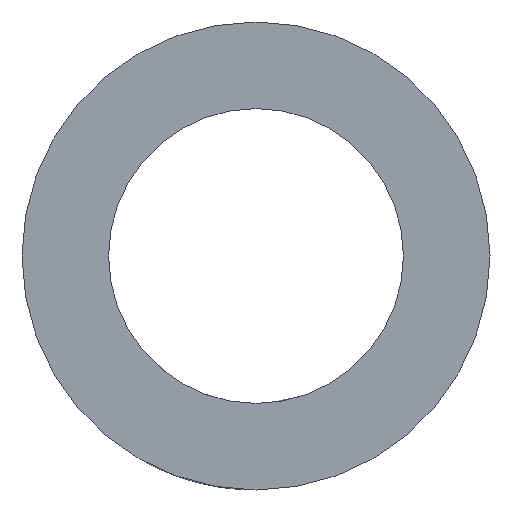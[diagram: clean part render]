
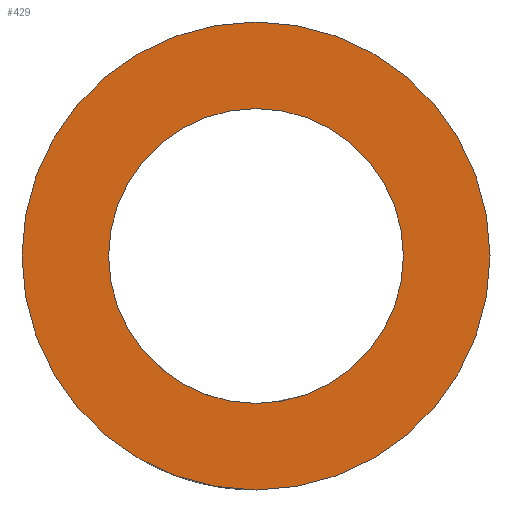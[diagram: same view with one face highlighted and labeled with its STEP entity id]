
A CAD part, front view. The second image highlights one B-rep face of the part: STEP entity #429.
In plain terms, the highlighted planar face has unit normal (0, -1, 0).
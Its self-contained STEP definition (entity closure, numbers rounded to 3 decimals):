
#147 = DIRECTION ( 'NONE',  ( 0., 1., 0. ) ) ;
#152 = CARTESIAN_POINT ( 'NONE',  ( 0., 0., 0. ) ) ;
#154 = DIRECTION ( 'NONE',  ( 0., 0., 1. ) ) ;
#167 = DIRECTION ( 'NONE',  ( 0., 1., 0. ) ) ;
#178 = DIRECTION ( 'NONE',  ( 0., 0., 1. ) ) ;
#206 = EDGE_LOOP ( 'NONE', ( #311, #310 ) ) ;
#219 = EDGE_LOOP ( 'NONE', ( #313, #312 ) ) ;
#263 = CIRCLE ( 'NONE', #466, 16. ) ;
#270 = CIRCLE ( 'NONE', #433, 25.4 ) ;
#274 = CIRCLE ( 'NONE', #464, 25.4 ) ;
#276 = CIRCLE ( 'NONE', #452, 16. ) ;
#288 = FACE_OUTER_BOUND ( 'NONE', #206, .T. ) ;
#291 = FACE_BOUND ( 'NONE', #219, .T. ) ;
#310 = ORIENTED_EDGE ( 'NONE', *, *, #443, .F. ) ;
#311 = ORIENTED_EDGE ( 'NONE', *, *, #439, .F. ) ;
#312 = ORIENTED_EDGE ( 'NONE', *, *, #436, .T. ) ;
#313 = ORIENTED_EDGE ( 'NONE', *, *, #478, .T. ) ;
#343 = CARTESIAN_POINT ( 'NONE',  ( 0., 0., 25.4 ) ) ;
#346 = DIRECTION ( 'NONE',  ( 0., 1., 0. ) ) ;
#348 = CARTESIAN_POINT ( 'NONE',  ( 0., 0., 0. ) ) ;
#352 = CARTESIAN_POINT ( 'NONE',  ( 0., 0., 0. ) ) ;
#353 = CARTESIAN_POINT ( 'NONE',  ( 0., 0., 0. ) ) ;
#355 = VERTEX_POINT ( 'NONE', #343 ) ;
#357 = DIRECTION ( 'NONE',  ( 0., 0., 1. ) ) ;
#358 = CARTESIAN_POINT ( 'NONE',  ( 0., 0., -16. ) ) ;
#364 = VERTEX_POINT ( 'NONE', #367 ) ;
#366 = DIRECTION ( 'NONE',  ( 0., 0., 1. ) ) ;
#367 = CARTESIAN_POINT ( 'NONE',  ( 0., 0., 16. ) ) ;
#368 = DIRECTION ( 'NONE',  ( 0., 0., 1. ) ) ;
#373 = VERTEX_POINT ( 'NONE', #358 ) ;
#385 = DIRECTION ( 'NONE',  ( 0., 1., 0. ) ) ;
#389 = VERTEX_POINT ( 'NONE', #416 ) ;
#393 = PLANE ( 'NONE',  #482 ) ;
#404 = CARTESIAN_POINT ( 'NONE',  ( 0., 0., 0. ) ) ;
#411 = DIRECTION ( 'NONE',  ( 0., 1., 0. ) ) ;
#416 = CARTESIAN_POINT ( 'NONE',  ( 0., 0., -25.4 ) ) ;
#429 = ADVANCED_FACE ( 'NONE', ( #291, #288 ), #393, .F. ) ;
#433 = AXIS2_PLACEMENT_3D ( 'NONE', #352, #147, #154 ) ;
#436 = EDGE_CURVE ( 'NONE', #373, #364, #276, .T. ) ;
#439 = EDGE_CURVE ( 'NONE', #389, #355, #274, .T. ) ;
#443 = EDGE_CURVE ( 'NONE', #355, #389, #270, .T. ) ;
#452 = AXIS2_PLACEMENT_3D ( 'NONE', #353, #411, #366 ) ;
#464 = AXIS2_PLACEMENT_3D ( 'NONE', #348, #346, #357 ) ;
#466 = AXIS2_PLACEMENT_3D ( 'NONE', #152, #167, #178 ) ;
#478 = EDGE_CURVE ( 'NONE', #364, #373, #263, .T. ) ;
#482 = AXIS2_PLACEMENT_3D ( 'NONE', #404, #385, #368 ) ;
